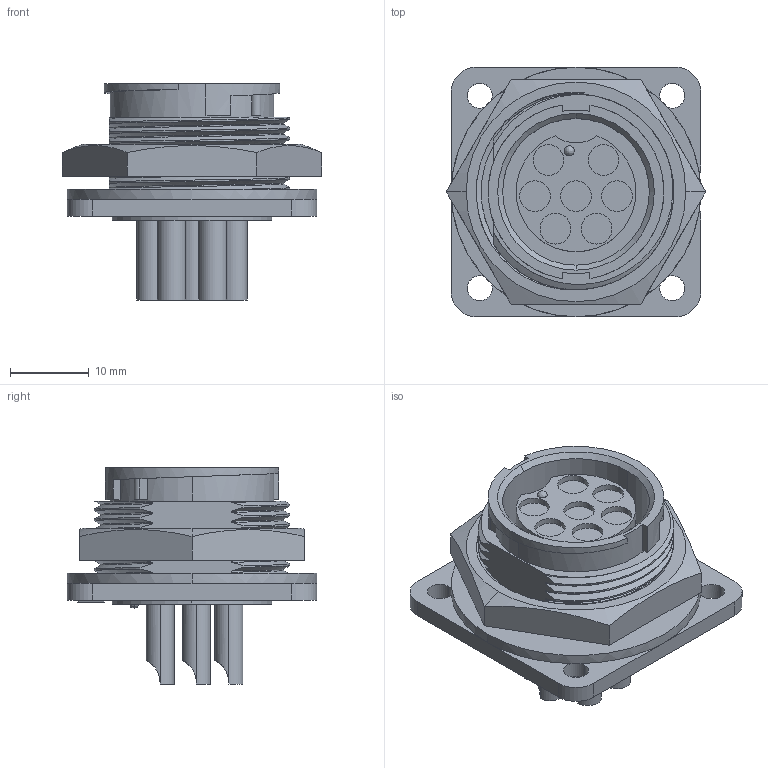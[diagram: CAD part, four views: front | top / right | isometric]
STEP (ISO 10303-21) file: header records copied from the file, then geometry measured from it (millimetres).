
FILE_DESCRIPTION (( 'STEP AP203' ), '1' );
FILE_NAME ('14182-7SG-300.STEP', '2013-07-16T15:50:16', ( 'J0FPBF1' ), ( '' ), 'SwSTEP 2.0', 'SolidWorks 2012', '' );
FILE_SCHEMA (( 'CONFIG_CONTROL_DESIGN' ));
Length unit declared in the file: inch
Products named in the file (1): 14182-7SG-300
Bounding box: 33 x 31.75 x 27.59 mm (x, y, z)
Volume: 9212.8 mm3; surface area: 6816.8 mm2
Topology: 2 solids, 2 shells, 235 faces, 596 edges, 386 vertices
Faces by surface type: cylinder 109, plane 90, bspline 32, cone 4
Entity records: 15812 total; most frequent: CARTESIAN_POINT 10370, ORIENTED_EDGE 1192, DIRECTION 1023, EDGE_CURVE 596, VERTEX_POINT 386, AXIS2_PLACEMENT_3D 374, LINE 275, VECTOR 275
